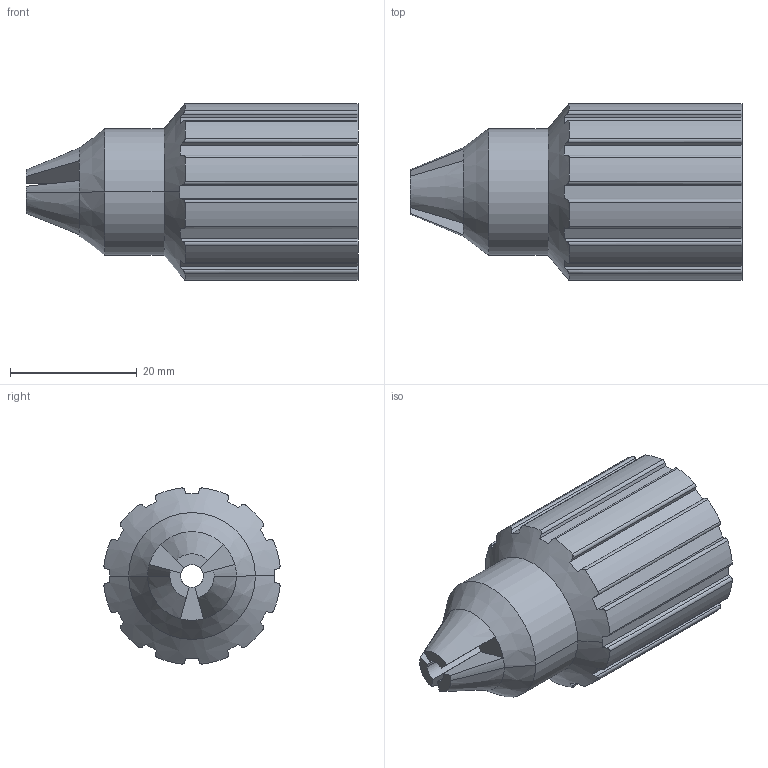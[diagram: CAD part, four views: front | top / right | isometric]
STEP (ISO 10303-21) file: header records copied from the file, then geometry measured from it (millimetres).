
FILE_DESCRIPTION(('produced by SPATIAL CORP'),'2;1');
FILE_NAME('chuck.prt.hh.sat.stp','2002-04-19T13:53:04+00:00',('SPATIAL CORP'),('SPATIAL CORP'), 'ACIS STEP Husk','http://www.spatial.com','SPATIAL CORP');
FILE_SCHEMA(('CONFIG_CONTROL_DESIGN'));
Length unit declared in the file: millimetre
Products named in the file (1): PRODUCT_ID_1
Bounding box: 52.4 x 27.8 x 27.8 mm (x, y, z)
Volume: 19400.4 mm3; surface area: 6130.5 mm2
Topology: 1 solids, 1 shells, 103 faces, 289 edges, 188 vertices
Faces by surface type: plane 50, cylinder 42, cone 11
Entity records: 3511 total; most frequent: CARTESIAN_POINT 868, ORIENTED_EDGE 578, DIRECTION 506, EDGE_CURVE 289, VERTEX_POINT 188, AXIS2_PLACEMENT_3D 180, VECTOR 146, LINE 146
